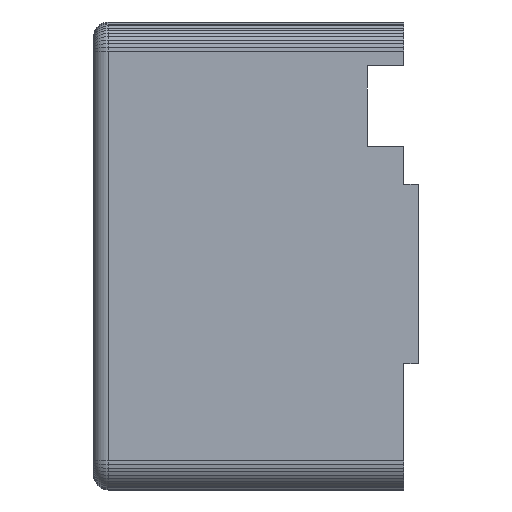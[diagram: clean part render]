
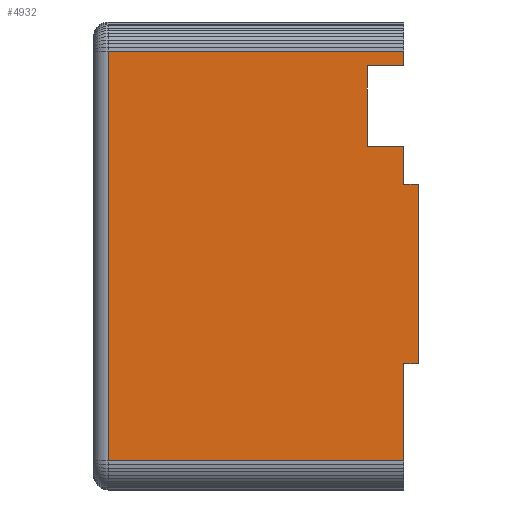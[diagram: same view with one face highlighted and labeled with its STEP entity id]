
A CAD part, left-side view. The second image highlights one B-rep face of the part: STEP entity #4932.
In plain terms, the highlighted planar face has unit normal (-1, 0, 0).
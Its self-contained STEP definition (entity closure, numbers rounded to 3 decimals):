
#8 = VERTEX_POINT ( 'NONE', #1275 ) ;
#97 = VERTEX_POINT ( 'NONE', #11393 ) ;
#178 = ORIENTED_EDGE ( 'NONE', *, *, #8239, .T. ) ;
#229 = VERTEX_POINT ( 'NONE', #10690 ) ;
#384 = DIRECTION ( 'NONE',  ( 0., 0., 1. ) ) ;
#392 = VECTOR ( 'NONE', #7052, 1000. ) ;
#457 = VECTOR ( 'NONE', #11123, 1000. ) ;
#666 = LINE ( 'NONE', #3020, #5341 ) ;
#681 = CARTESIAN_POINT ( 'NONE',  ( 0., 7., 17.29 ) ) ;
#705 = LINE ( 'NONE', #11723, #392 ) ;
#707 = CARTESIAN_POINT ( 'NONE',  ( 0., 9., 4. ) ) ;
#784 = EDGE_CURVE ( 'NONE', #8, #11174, #2090, .T. ) ;
#857 = CARTESIAN_POINT ( 'NONE',  ( 0., 9., 4. ) ) ;
#1045 = EDGE_CURVE ( 'NONE', #7406, #4520, #3306, .T. ) ;
#1171 = FACE_OUTER_BOUND ( 'NONE', #2289, .T. ) ;
#1205 = VECTOR ( 'NONE', #9846, 1000. ) ;
#1263 = EDGE_CURVE ( 'NONE', #3302, #11353, #7481, .T. ) ;
#1275 = CARTESIAN_POINT ( 'NONE',  ( 0., 9., 60. ) ) ;
#1574 = ORIENTED_EDGE ( 'NONE', *, *, #1045, .F. ) ;
#1735 = DIRECTION ( 'NONE',  ( 0., 1., 0. ) ) ;
#1999 = EDGE_CURVE ( 'NONE', #4520, #97, #4304, .T. ) ;
#2031 = DIRECTION ( 'NONE',  ( 0., 0., 1. ) ) ;
#2090 = LINE ( 'NONE', #7247, #11765 ) ;
#2188 = VERTEX_POINT ( 'NONE', #11584 ) ;
#2272 = VECTOR ( 'NONE', #7998, 1000. ) ;
#2289 = EDGE_LOOP ( 'NONE', ( #12035, #178, #11325, #3504, #7887, #1574, #7212, #11813, #7831, #5366, #10268, #8230 ) ) ;
#2347 = LINE ( 'NONE', #857, #9192 ) ;
#2446 = CARTESIAN_POINT ( 'NONE',  ( 0., 7., 17.29 ) ) ;
#2457 = CARTESIAN_POINT ( 'NONE',  ( 0., 49.4, 4. ) ) ;
#2544 = AXIS2_PLACEMENT_3D ( 'NONE', #3610, #11362, #384 ) ;
#2955 = LINE ( 'NONE', #10193, #457 ) ;
#3020 = CARTESIAN_POINT ( 'NONE',  ( 0., 9., 4. ) ) ;
#3153 = EDGE_CURVE ( 'NONE', #7523, #2188, #2347, .T. ) ;
#3154 = CARTESIAN_POINT ( 'NONE',  ( 0., 49.4, 4. ) ) ;
#3302 = VERTEX_POINT ( 'NONE', #10488 ) ;
#3306 = LINE ( 'NONE', #2446, #10437 ) ;
#3416 = EDGE_CURVE ( 'NONE', #4486, #8, #9046, .T. ) ;
#3504 = ORIENTED_EDGE ( 'NONE', *, *, #8560, .T. ) ;
#3610 = CARTESIAN_POINT ( 'NONE',  ( 0., 9., 4. ) ) ;
#3782 = EDGE_CURVE ( 'NONE', #229, #9628, #11825, .T. ) ;
#3950 = DIRECTION ( 'NONE',  ( 0., 0., 1. ) ) ;
#3990 = LINE ( 'NONE', #4286, #1205 ) ;
#4286 = CARTESIAN_POINT ( 'NONE',  ( 0., 9., 47. ) ) ;
#4304 = LINE ( 'NONE', #7705, #9818 ) ;
#4486 = VERTEX_POINT ( 'NONE', #7921 ) ;
#4520 = VERTEX_POINT ( 'NONE', #681 ) ;
#4932 = ADVANCED_FACE ( 'NONE', ( #1171 ), #10966, .T. ) ;
#5341 = VECTOR ( 'NONE', #3950, 1000. ) ;
#5366 = ORIENTED_EDGE ( 'NONE', *, *, #3782, .T. ) ;
#5431 = CARTESIAN_POINT ( 'NONE',  ( 0., 49.4, 60. ) ) ;
#5466 = DIRECTION ( 'NONE',  ( 0., 0., 1. ) ) ;
#5574 = CARTESIAN_POINT ( 'NONE',  ( 0., 14., 58. ) ) ;
#6358 = CARTESIAN_POINT ( 'NONE',  ( 0., 9., 41.79 ) ) ;
#6418 = EDGE_CURVE ( 'NONE', #7406, #7523, #705, .T. ) ;
#6918 = LINE ( 'NONE', #2457, #2272 ) ;
#7052 = DIRECTION ( 'NONE',  ( 0., 1., 0. ) ) ;
#7212 = ORIENTED_EDGE ( 'NONE', *, *, #6418, .T. ) ;
#7247 = CARTESIAN_POINT ( 'NONE',  ( 0., 9., 60. ) ) ;
#7406 = VERTEX_POINT ( 'NONE', #8050 ) ;
#7481 = LINE ( 'NONE', #7638, #10288 ) ;
#7523 = VERTEX_POINT ( 'NONE', #6358 ) ;
#7638 = CARTESIAN_POINT ( 'NONE',  ( 0., 9., 4. ) ) ;
#7705 = CARTESIAN_POINT ( 'NONE',  ( 0., 7., 17.29 ) ) ;
#7831 = ORIENTED_EDGE ( 'NONE', *, *, #10479, .T. ) ;
#7887 = ORIENTED_EDGE ( 'NONE', *, *, #1999, .F. ) ;
#7921 = CARTESIAN_POINT ( 'NONE',  ( 0., 9., 58. ) ) ;
#7998 = DIRECTION ( 'NONE',  ( 0., 0., -1. ) ) ;
#8050 = CARTESIAN_POINT ( 'NONE',  ( 0., 7., 41.79 ) ) ;
#8230 = ORIENTED_EDGE ( 'NONE', *, *, #3416, .T. ) ;
#8239 = EDGE_CURVE ( 'NONE', #11174, #11353, #6918, .T. ) ;
#8560 = EDGE_CURVE ( 'NONE', #3302, #97, #666, .T. ) ;
#8740 = VECTOR ( 'NONE', #5466, 1000. ) ;
#8923 = CARTESIAN_POINT ( 'NONE',  ( 0., 14., 47. ) ) ;
#9015 = DIRECTION ( 'NONE',  ( 0., 0., -1. ) ) ;
#9046 = LINE ( 'NONE', #707, #8740 ) ;
#9192 = VECTOR ( 'NONE', #2031, 1000. ) ;
#9327 = VECTOR ( 'NONE', #9876, 1000. ) ;
#9628 = VERTEX_POINT ( 'NONE', #5574 ) ;
#9818 = VECTOR ( 'NONE', #10795, 1000. ) ;
#9846 = DIRECTION ( 'NONE',  ( 0., 1., 0. ) ) ;
#9876 = DIRECTION ( 'NONE',  ( 0., 0., 1. ) ) ;
#10193 = CARTESIAN_POINT ( 'NONE',  ( 0., 14., 58. ) ) ;
#10268 = ORIENTED_EDGE ( 'NONE', *, *, #11221, .T. ) ;
#10288 = VECTOR ( 'NONE', #11823, 1000. ) ;
#10437 = VECTOR ( 'NONE', #9015, 1000. ) ;
#10479 = EDGE_CURVE ( 'NONE', #2188, #229, #3990, .T. ) ;
#10488 = CARTESIAN_POINT ( 'NONE',  ( 0., 9., 4. ) ) ;
#10690 = CARTESIAN_POINT ( 'NONE',  ( 0., 14., 47. ) ) ;
#10795 = DIRECTION ( 'NONE',  ( 0., 1., 0. ) ) ;
#10966 = PLANE ( 'NONE',  #2544 ) ;
#11123 = DIRECTION ( 'NONE',  ( 0., -1., 0. ) ) ;
#11174 = VERTEX_POINT ( 'NONE', #5431 ) ;
#11221 = EDGE_CURVE ( 'NONE', #9628, #4486, #2955, .T. ) ;
#11325 = ORIENTED_EDGE ( 'NONE', *, *, #1263, .F. ) ;
#11353 = VERTEX_POINT ( 'NONE', #3154 ) ;
#11362 = DIRECTION ( 'NONE',  ( -1., 0., 0. ) ) ;
#11393 = CARTESIAN_POINT ( 'NONE',  ( 0., 9., 17.29 ) ) ;
#11584 = CARTESIAN_POINT ( 'NONE',  ( 0., 9., 47. ) ) ;
#11723 = CARTESIAN_POINT ( 'NONE',  ( 0., 7., 41.79 ) ) ;
#11765 = VECTOR ( 'NONE', #1735, 1000. ) ;
#11813 = ORIENTED_EDGE ( 'NONE', *, *, #3153, .T. ) ;
#11823 = DIRECTION ( 'NONE',  ( 0., 1., 0. ) ) ;
#11825 = LINE ( 'NONE', #8923, #9327 ) ;
#12035 = ORIENTED_EDGE ( 'NONE', *, *, #784, .T. ) ;
